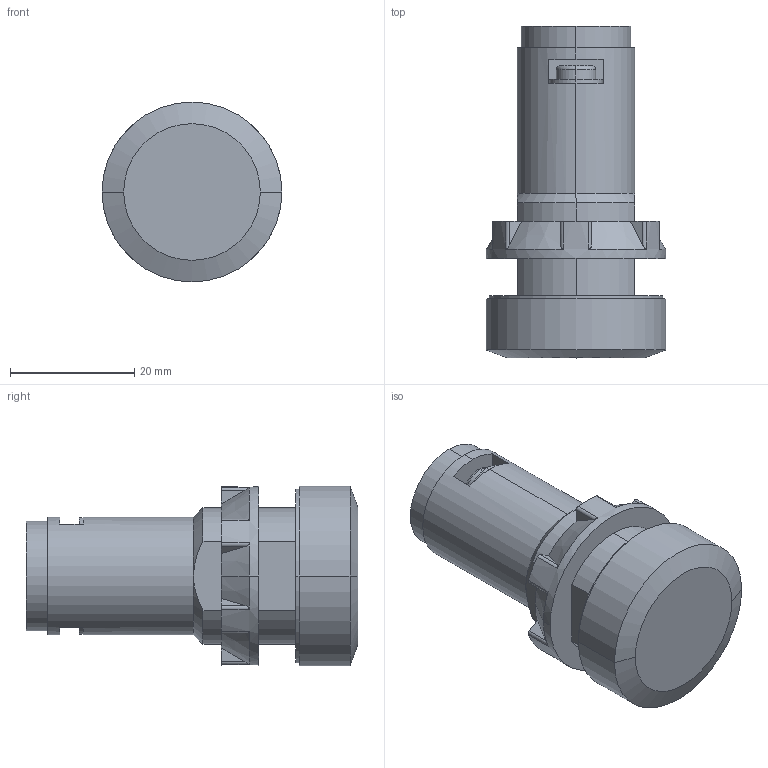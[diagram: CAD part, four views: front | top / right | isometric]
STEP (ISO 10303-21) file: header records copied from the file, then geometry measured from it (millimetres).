
FILE_DESCRIPTION(('starvars output'),'2;1');
FILE_NAME('XB5EVB5_3D.stp','15:43:45 2020/04/02',( 'Thomas Industrial Network Germany GmbH'),( 'Thomas Industrial Network Germany GmbH'),'unknown preprocess','ACIS' ,'unknown authorization');
FILE_SCHEMA(('CONFIG_CONTROL_DESIGN {UNKNOWN IMPLEMENTATION LEVEL}'));
Length unit declared in the file: millimetre
Products named in the file (1): PRODUCT_ID_1
Bounding box: 29 x 53.5 x 29 mm (x, y, z)
Volume: 20799.3 mm3; surface area: 5986.3 mm2
Topology: 1 solids, 1 shells, 93 faces, 232 edges, 150 vertices
Faces by surface type: cylinder 38, plane 37, cone 14, torus 4
Entity records: 2540 total; most frequent: CARTESIAN_POINT 532, ORIENTED_EDGE 464, DIRECTION 332, EDGE_CURVE 232, VERTEX_POINT 150, AXIS2_PLACEMENT_3D 118, EDGE_LOOP 102, FACE_BOUND 102
